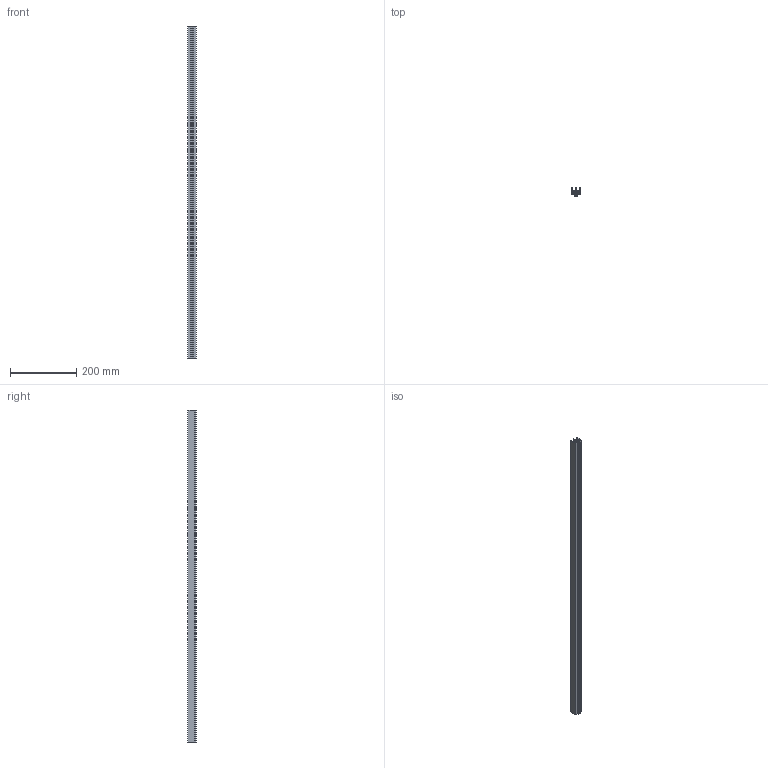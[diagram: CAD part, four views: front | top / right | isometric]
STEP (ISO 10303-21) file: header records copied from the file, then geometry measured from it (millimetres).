
FILE_DESCRIPTION (( 'STEP AP214' ), '1' );
FILE_NAME ('SNSD.30.51.88. Íàïðàâëÿþùàÿ äëÿ ñäâèæíûõ ñòâîðîê, ïàç 8(F08).STEP', '2014-12-23T11:52:23', ( 'XTreme.ws' ), ( 'XTreme.ws' ), 'SwSTEP 2.0', 'SolidWorks 2014', '' );
FILE_SCHEMA (( 'AUTOMOTIVE_DESIGN' ));
Length unit declared in the file: millimetre
Products named in the file (6): SNSD.30.51.88. , Âñòàâêà ñêîëüæåíèÿ(F08)_00; SNSD.30.51.88. Íàïðàâëÿþùàÿ äëÿ ñäâèæíûõ ñòâîðîê, ïàç 10(F08); SNSD.30.51.88. Íàïðàâëÿþùàÿ äëÿ ñäâèæíûõ ñòâîðîê, ïàç 10(F08)_00; SNSD.30.51.88. Íàïðàâëÿþùàÿ äëÿ ñäâèæíûõ ñòâîðîê, ïàç 8(F08); SNSD.30.51.88. , Âñòàâêà ñêîëüæåíèÿ(F08)
Assembly tree (3 placements, depth 2):
  SNSD.30.51.88. Íàïðàâëÿþùàÿ äëÿ ñäâèæíûõ ñòâîðîê, ïàç 10(F08)
  SNSD.30.51.88. Íàïðàâëÿþùàÿ äëÿ ñäâèæíûõ ñòâîðîê, ïàç 8(F08)
    SNSD.30.51.88. Íàïðàâëÿþùàÿ äëÿ ñäâèæíûõ ñòâîðîê, ïàç 10(F08)_00
    SNSD.30.51.88. , Âñòàâêà ñêîëüæåíèÿ(F08)_00  x2
  SNSD.30.51.88. , Âñòàâêà ñêîëüæåíèÿ(F08)
  SNSD.30.51.88. , Âñòàâêà ñêîëüæåíèÿ(F08)
Bounding box: 26.5 x 24.7 x 1000 mm (x, y, z)
Volume: 318427.2 mm3; surface area: 239080.5 mm2
Topology: 3 solids, 3 shells, 46 faces, 120 edges, 80 vertices
Faces by surface type: plane 33, cylinder 13
Entity records: 1409 total; most frequent: CARTESIAN_POINT 227, DIRECTION 220, ORIENTED_EDGE 216, EDGE_CURVE 108, VECTOR 90, LINE 90, VERTEX_POINT 72, AXIS2_PLACEMENT_3D 65
